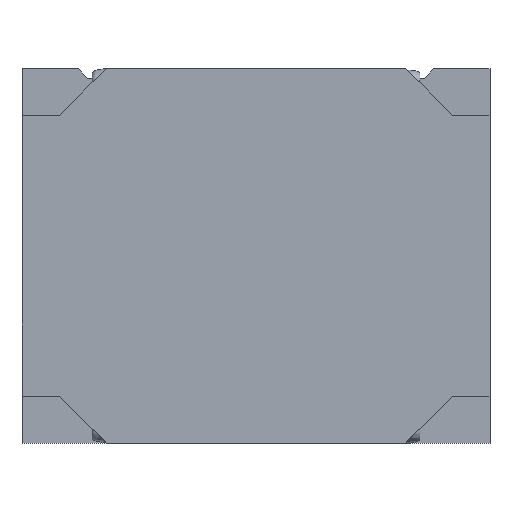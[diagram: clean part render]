
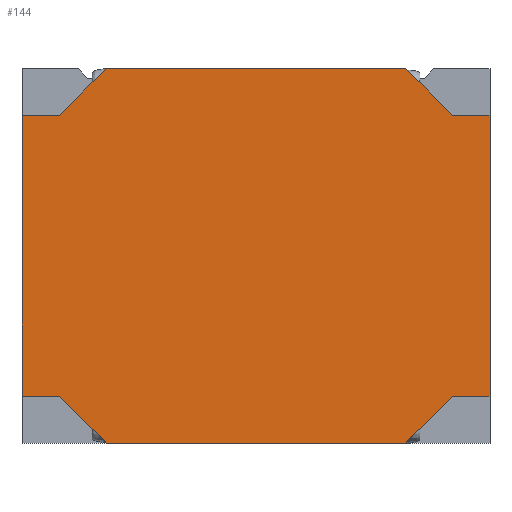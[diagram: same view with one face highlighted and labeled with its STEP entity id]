
A CAD part, top view. The second image highlights one B-rep face of the part: STEP entity #144.
In plain terms, the highlighted planar face has unit normal (0, 0, 1).
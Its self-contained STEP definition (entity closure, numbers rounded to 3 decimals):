
#144 = ADVANCED_FACE( '', ( #349 ), #350, .T. );
#349 = FACE_OUTER_BOUND( '', #743, .T. );
#350 = PLANE( '', #744 );
#743 = EDGE_LOOP( '', ( #1997, #1998, #1999, #2000, #2001, #2002, #2003, #2004, #2005, #2006, #2007, #2008 ) );
#744 = AXIS2_PLACEMENT_3D( '', #2009, #2010, #2011 );
#1997 = ORIENTED_EDGE( '', *, *, #2587, .T. );
#1998 = ORIENTED_EDGE( '', *, *, #2588, .T. );
#1999 = ORIENTED_EDGE( '', *, *, #2589, .T. );
#2000 = ORIENTED_EDGE( '', *, *, #2590, .T. );
#2001 = ORIENTED_EDGE( '', *, *, #2591, .T. );
#2002 = ORIENTED_EDGE( '', *, *, #2539, .T. );
#2003 = ORIENTED_EDGE( '', *, *, #2592, .T. );
#2004 = ORIENTED_EDGE( '', *, *, #2584, .T. );
#2005 = ORIENTED_EDGE( '', *, *, #2593, .T. );
#2006 = ORIENTED_EDGE( '', *, *, #2594, .T. );
#2007 = ORIENTED_EDGE( '', *, *, #2595, .T. );
#2008 = ORIENTED_EDGE( '', *, *, #2534, .T. );
#2009 = CARTESIAN_POINT( '', ( 0., 0., 0.6 ) );
#2010 = DIRECTION( '', ( 0., 0., 1. ) );
#2011 = DIRECTION( '', ( 1., 0., 0. ) );
#2534 = EDGE_CURVE( '', #2801, #2799, #2802, .T. );
#2539 = EDGE_CURVE( '', #2810, #2808, #2811, .T. );
#2584 = EDGE_CURVE( '', #2890, #2888, #2891, .T. );
#2587 = EDGE_CURVE( '', #2799, #2894, #2895, .T. );
#2588 = EDGE_CURVE( '', #2894, #2896, #2897, .T. );
#2589 = EDGE_CURVE( '', #2896, #2898, #2899, .T. );
#2590 = EDGE_CURVE( '', #2898, #2900, #2901, .T. );
#2591 = EDGE_CURVE( '', #2900, #2810, #2902, .T. );
#2592 = EDGE_CURVE( '', #2808, #2890, #2903, .T. );
#2593 = EDGE_CURVE( '', #2888, #2904, #2905, .T. );
#2594 = EDGE_CURVE( '', #2904, #2906, #2907, .T. );
#2595 = EDGE_CURVE( '', #2906, #2801, #2908, .T. );
#2799 = VERTEX_POINT( '', #3196 );
#2801 = VERTEX_POINT( '', #3199 );
#2802 = LINE( '', #3200, #3201 );
#2808 = VERTEX_POINT( '', #3209 );
#2810 = VERTEX_POINT( '', #3212 );
#2811 = LINE( '', #3213, #3214 );
#2888 = VERTEX_POINT( '', #3392 );
#2890 = VERTEX_POINT( '', #3395 );
#2891 = LINE( '', #3396, #3397 );
#2894 = VERTEX_POINT( '', #3401 );
#2895 = LINE( '', #3402, #3403 );
#2896 = VERTEX_POINT( '', #3404 );
#2897 = LINE( '', #3405, #3406 );
#2898 = VERTEX_POINT( '', #3407 );
#2899 = LINE( '', #3408, #3409 );
#2900 = VERTEX_POINT( '', #3410 );
#2901 = LINE( '', #3411, #3412 );
#2902 = LINE( '', #3413, #3414 );
#2903 = LINE( '', #3415, #3416 );
#2904 = VERTEX_POINT( '', #3417 );
#2905 = LINE( '', #3418, #3419 );
#2906 = VERTEX_POINT( '', #3420 );
#2907 = LINE( '', #3421, #3422 );
#2908 = LINE( '', #3423, #3424 );
#3196 = CARTESIAN_POINT( '', ( -1.05, -0.75, 0.6 ) );
#3199 = CARTESIAN_POINT( '', ( -1.25, -0.75, 0.6 ) );
#3200 = CARTESIAN_POINT( '', ( -1.25, -0.75, 0.6 ) );
#3201 = VECTOR( '', #4238, 1000. );
#3209 = CARTESIAN_POINT( '', ( 1.05, 0.75, 0.6 ) );
#3212 = CARTESIAN_POINT( '', ( 1.25, 0.75, 0.6 ) );
#3213 = CARTESIAN_POINT( '', ( 1.25, 0.75, 0.6 ) );
#3214 = VECTOR( '', #4242, 1000. );
#3392 = CARTESIAN_POINT( '', ( -0.8, 1., 0.6 ) );
#3395 = CARTESIAN_POINT( '', ( 0.8, 1., 0.6 ) );
#3396 = CARTESIAN_POINT( '', ( 0.8, 1., 0.6 ) );
#3397 = VECTOR( '', #4291, 1000. );
#3401 = CARTESIAN_POINT( '', ( -0.8, -1., 0.6 ) );
#3402 = CARTESIAN_POINT( '', ( -1.05, -0.75, 0.6 ) );
#3403 = VECTOR( '', #4293, 1000. );
#3404 = CARTESIAN_POINT( '', ( 0.8, -1., 0.6 ) );
#3405 = CARTESIAN_POINT( '', ( -0.8, -1., 0.6 ) );
#3406 = VECTOR( '', #4294, 1000. );
#3407 = CARTESIAN_POINT( '', ( 1.05, -0.75, 0.6 ) );
#3408 = CARTESIAN_POINT( '', ( 1.05, -0.75, 0.6 ) );
#3409 = VECTOR( '', #4295, 1000. );
#3410 = CARTESIAN_POINT( '', ( 1.25, -0.75, 0.6 ) );
#3411 = CARTESIAN_POINT( '', ( 1.25, -0.75, 0.6 ) );
#3412 = VECTOR( '', #4296, 1000. );
#3413 = CARTESIAN_POINT( '', ( 1.25, -0.75, 0.6 ) );
#3414 = VECTOR( '', #4297, 1000. );
#3415 = CARTESIAN_POINT( '', ( 1.05, 0.75, 0.6 ) );
#3416 = VECTOR( '', #4298, 1000. );
#3417 = CARTESIAN_POINT( '', ( -1.05, 0.75, 0.6 ) );
#3418 = CARTESIAN_POINT( '', ( -1.05, 0.75, 0.6 ) );
#3419 = VECTOR( '', #4299, 1000. );
#3420 = CARTESIAN_POINT( '', ( -1.25, 0.75, 0.6 ) );
#3421 = CARTESIAN_POINT( '', ( -1.25, 0.75, 0.6 ) );
#3422 = VECTOR( '', #4300, 1000. );
#3423 = CARTESIAN_POINT( '', ( -1.25, 0.75, 0.6 ) );
#3424 = VECTOR( '', #4301, 1000. );
#4238 = DIRECTION( '', ( 1., 0., 0. ) );
#4242 = DIRECTION( '', ( -1., 0., 0. ) );
#4291 = DIRECTION( '', ( -1., 0., 0. ) );
#4293 = DIRECTION( '', ( 0.707, -0.707, 0. ) );
#4294 = DIRECTION( '', ( 1., 0., 0. ) );
#4295 = DIRECTION( '', ( 0.707, 0.707, 0. ) );
#4296 = DIRECTION( '', ( 1., 0., 0. ) );
#4297 = DIRECTION( '', ( 0., 1., 0. ) );
#4298 = DIRECTION( '', ( -0.707, 0.707, 0. ) );
#4299 = DIRECTION( '', ( -0.707, -0.707, 0. ) );
#4300 = DIRECTION( '', ( -1., 0., 0. ) );
#4301 = DIRECTION( '', ( 0., -1., 0. ) );
